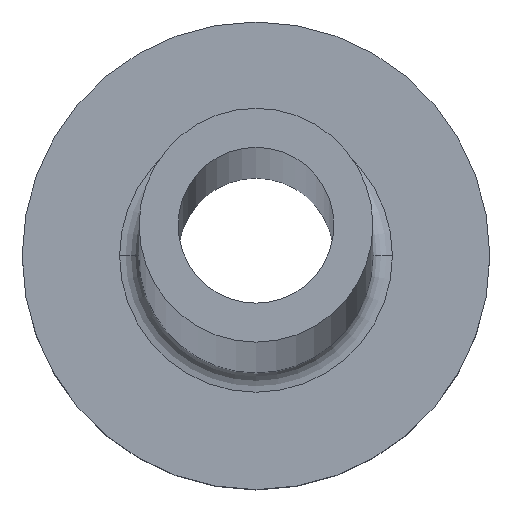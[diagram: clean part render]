
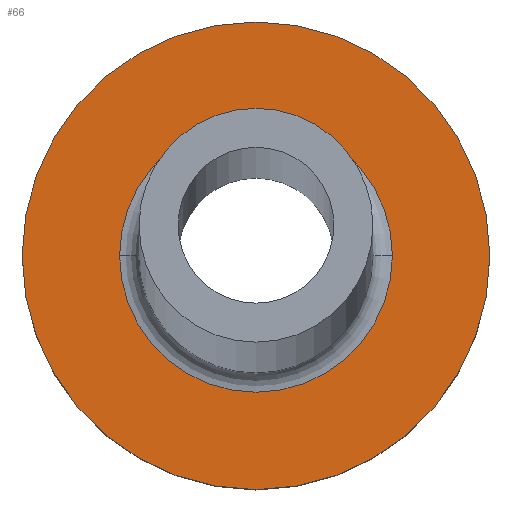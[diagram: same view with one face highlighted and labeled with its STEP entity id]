
A CAD part, top view. The second image highlights one B-rep face of the part: STEP entity #66.
In plain terms, the highlighted planar face has unit normal (0, 0, 1).
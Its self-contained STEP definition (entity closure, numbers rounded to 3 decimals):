
#2 = ORIENTED_EDGE ( 'NONE', *, *, #176, .T. ) ;
#9 = VERTEX_POINT ( 'NONE', #242 ) ;
#12 = DIRECTION ( 'NONE',  ( 1., 0., 0. ) ) ;
#31 = CIRCLE ( 'NONE', #121, 6. ) ;
#36 = AXIS2_PLACEMENT_3D ( 'NONE', #341, #183, #365 ) ;
#37 = EDGE_LOOP ( 'NONE', ( #111, #275 ) ) ;
#40 = AXIS2_PLACEMENT_3D ( 'NONE', #64, #277, #12 ) ;
#64 = CARTESIAN_POINT ( 'NONE',  ( 0., 0., 5. ) ) ;
#66 = ADVANCED_FACE ( 'NONE', ( #154, #120 ), #362, .T. ) ;
#80 = DIRECTION ( 'NONE',  ( 1., 0., 0. ) ) ;
#93 = DIRECTION ( 'NONE',  ( 1., 0., 0. ) ) ;
#99 = CARTESIAN_POINT ( 'NONE',  ( 0., 0., 5. ) ) ;
#101 = DIRECTION ( 'NONE',  ( 0., 0., 1. ) ) ;
#102 = EDGE_CURVE ( 'NONE', #170, #173, #286, .T. ) ;
#111 = ORIENTED_EDGE ( 'NONE', *, *, #118, .T. ) ;
#118 = EDGE_CURVE ( 'NONE', #9, #297, #311, .T. ) ;
#120 = FACE_OUTER_BOUND ( 'NONE', #165, .T. ) ;
#121 = AXIS2_PLACEMENT_3D ( 'NONE', #369, #101, #80 ) ;
#124 = EDGE_CURVE ( 'NONE', #297, #9, #250, .T. ) ;
#145 = AXIS2_PLACEMENT_3D ( 'NONE', #99, #151, #93 ) ;
#151 = DIRECTION ( 'NONE',  ( 0., 0., 1. ) ) ;
#154 = FACE_BOUND ( 'NONE', #37, .T. ) ;
#155 = DIRECTION ( 'NONE',  ( 0., 0., 1. ) ) ;
#165 = EDGE_LOOP ( 'NONE', ( #2, #231 ) ) ;
#170 = VERTEX_POINT ( 'NONE', #373 ) ;
#173 = VERTEX_POINT ( 'NONE', #375 ) ;
#176 = EDGE_CURVE ( 'NONE', #173, #170, #31, .T. ) ;
#183 = DIRECTION ( 'NONE',  ( 0., 0., -1. ) ) ;
#209 = CARTESIAN_POINT ( 'NONE',  ( 0., 0., 5. ) ) ;
#213 = DIRECTION ( 'NONE',  ( 1., 0., 0. ) ) ;
#219 = AXIS2_PLACEMENT_3D ( 'NONE', #209, #155, #213 ) ;
#231 = ORIENTED_EDGE ( 'NONE', *, *, #102, .T. ) ;
#242 = CARTESIAN_POINT ( 'NONE',  ( 3.5, 0., 5. ) ) ;
#250 = CIRCLE ( 'NONE', #40, 3.5 ) ;
#275 = ORIENTED_EDGE ( 'NONE', *, *, #124, .T. ) ;
#277 = DIRECTION ( 'NONE',  ( 0., 0., -1. ) ) ;
#286 = CIRCLE ( 'NONE', #145, 6. ) ;
#290 = CARTESIAN_POINT ( 'NONE',  ( -3.5, 0., 5. ) ) ;
#297 = VERTEX_POINT ( 'NONE', #290 ) ;
#311 = CIRCLE ( 'NONE', #36, 3.5 ) ;
#341 = CARTESIAN_POINT ( 'NONE',  ( 0., 0., 5. ) ) ;
#362 = PLANE ( 'NONE',  #219 ) ;
#365 = DIRECTION ( 'NONE',  ( 1., 0., 0. ) ) ;
#369 = CARTESIAN_POINT ( 'NONE',  ( 0., 0., 5. ) ) ;
#373 = CARTESIAN_POINT ( 'NONE',  ( 6., 0., 5. ) ) ;
#375 = CARTESIAN_POINT ( 'NONE',  ( -6., 0., 5. ) ) ;
